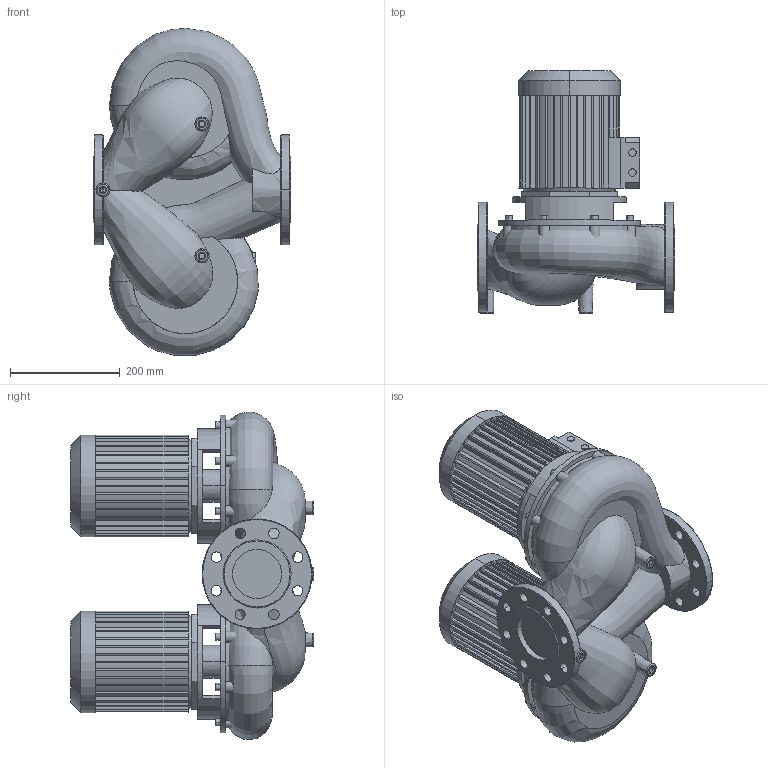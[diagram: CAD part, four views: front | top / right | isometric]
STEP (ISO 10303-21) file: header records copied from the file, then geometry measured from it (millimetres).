
FILE_DESCRIPTION((''),'2;1');
FILE_NAME('3d_DPL80_120-0_55_4-2133208.stp','2016-08-24T11:00:35',(''),(''),'Mechanical Desktop 2009','Mechanical Desktop 2009',', , ');
FILE_SCHEMA(('CONFIG_CONTROL_DESIGN'));
Length unit declared in the file: millimetre
Products named in the file (1): Product
Bounding box: 360 x 442.69 x 595.41 mm (x, y, z)
Volume: 33389423.7 mm3; surface area: 1728403.9 mm2
Topology: 17 solids, 17 shells, 917 faces, 2357 edges, 1522 vertices
Faces by surface type: plane 438, bspline 237, cylinder 228, cone 10, torus 4
Entity records: 61283 total; most frequent: CARTESIAN_POINT 39228, ORIENTED_EDGE 4698, DIRECTION 4366, EDGE_CURVE 2349, VERTEX_POINT 1518, AXIS2_PLACEMENT_3D 1497, VECTOR 1372, LINE 1372
